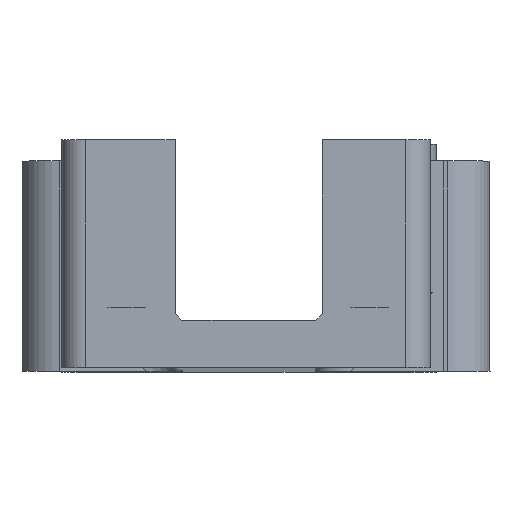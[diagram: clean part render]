
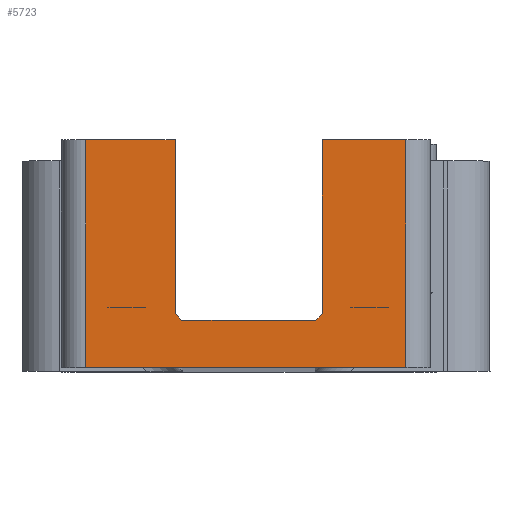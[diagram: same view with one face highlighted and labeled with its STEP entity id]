
A CAD part, top view. The second image highlights one B-rep face of the part: STEP entity #5723.
In plain terms, the highlighted planar face has unit normal (0, 0, 1).
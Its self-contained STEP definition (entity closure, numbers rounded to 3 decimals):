
#103=PLANE('',#6121);
#433=FACE_OUTER_BOUND('',#765,.T.);
#765=EDGE_LOOP('',(#5150,#5151,#5152,#5153,#5154,#5155,#5156,#5157,#5158,
#5159));
#1518=LINE('',#20825,#1851);
#1569=LINE('',#22770,#1902);
#1577=LINE('',#22786,#1910);
#1581=LINE('',#22794,#1914);
#1583=LINE('',#22797,#1916);
#1595=LINE('',#22827,#1928);
#1599=LINE('',#22841,#1932);
#1634=LINE('',#22924,#1967);
#1635=LINE('',#22926,#1968);
#1636=LINE('',#22927,#1969);
#1851=VECTOR('',#6915,10.);
#1902=VECTOR('',#7052,10.);
#1910=VECTOR('',#7062,10.);
#1914=VECTOR('',#7068,10.);
#1916=VECTOR('',#7072,10.);
#1928=VECTOR('',#7104,10.);
#1932=VECTOR('',#7116,10.);
#1967=VECTOR('',#7213,10.);
#1968=VECTOR('',#7216,10.);
#1969=VECTOR('',#7217,10.);
#2466=VERTEX_POINT('',#20822);
#2467=VERTEX_POINT('',#20824);
#2513=VERTEX_POINT('',#22766);
#2515=VERTEX_POINT('',#22769);
#2520=VERTEX_POINT('',#22782);
#2522=VERTEX_POINT('',#22785);
#2524=VERTEX_POINT('',#22791);
#2533=VERTEX_POINT('',#22826);
#2538=VERTEX_POINT('',#22838);
#2539=VERTEX_POINT('',#22840);
#3268=EDGE_CURVE('',#2467,#2466,#1518,.T.);
#3352=EDGE_CURVE('',#2513,#2515,#1569,.T.);
#3360=EDGE_CURVE('',#2522,#2520,#1577,.T.);
#3364=EDGE_CURVE('',#2513,#2524,#1581,.T.);
#3366=EDGE_CURVE('',#2522,#2524,#1583,.T.);
#3381=EDGE_CURVE('',#2515,#2533,#1595,.T.);
#3388=EDGE_CURVE('',#2538,#2539,#1599,.T.);
#3431=EDGE_CURVE('',#2466,#2533,#1634,.T.);
#3432=EDGE_CURVE('',#2520,#2539,#1635,.T.);
#3433=EDGE_CURVE('',#2467,#2538,#1636,.T.);
#5150=ORIENTED_EDGE('',*,*,#3366,.F.);
#5151=ORIENTED_EDGE('',*,*,#3360,.T.);
#5152=ORIENTED_EDGE('',*,*,#3432,.T.);
#5153=ORIENTED_EDGE('',*,*,#3388,.F.);
#5154=ORIENTED_EDGE('',*,*,#3433,.F.);
#5155=ORIENTED_EDGE('',*,*,#3268,.T.);
#5156=ORIENTED_EDGE('',*,*,#3431,.T.);
#5157=ORIENTED_EDGE('',*,*,#3381,.F.);
#5158=ORIENTED_EDGE('',*,*,#3352,.F.);
#5159=ORIENTED_EDGE('',*,*,#3364,.T.);
#5723=ADVANCED_FACE('',(#433),#103,.T.);
#6121=AXIS2_PLACEMENT_3D('',#22925,#7214,#7215);
#6915=DIRECTION('',(1.,0.,0.));
#7052=DIRECTION('',(0.,1.,0.));
#7062=DIRECTION('',(-0.707,0.707,0.));
#7068=DIRECTION('',(-0.707,-0.707,0.));
#7072=DIRECTION('',(1.,0.,0.));
#7104=DIRECTION('',(1.,0.,0.));
#7116=DIRECTION('',(1.,0.,0.));
#7213=DIRECTION('',(0.,1.,0.));
#7214=DIRECTION('center_axis',(0.,0.,
1.));
#7215=DIRECTION('ref_axis',(1.,0.,0.));
#7216=DIRECTION('',(0.,1.,0.));
#7217=DIRECTION('',(0.,1.,0.));
#20822=CARTESIAN_POINT('',(-151.7,290.9,118.5));
#20824=CARTESIAN_POINT('',(-178.208,290.9,118.5));
#20825=CARTESIAN_POINT('',(-159.208,290.9,118.5));
#22766=CARTESIAN_POINT('',(-158.608,295.359,118.5));
#22769=CARTESIAN_POINT('',(-158.608,309.75,118.5));
#22770=CARTESIAN_POINT('',(-158.608,297.4,118.5));
#22782=CARTESIAN_POINT('',(-170.808,295.359,118.5));
#22785=CARTESIAN_POINT('',(-170.25,294.8,118.5));
#22786=CARTESIAN_POINT('',(-169.005,293.555,118.5));
#22791=CARTESIAN_POINT('',(-159.167,294.8,118.5));
#22794=CARTESIAN_POINT('',(-160.738,293.229,118.5));
#22797=CARTESIAN_POINT('',(-161.984,294.8,118.5));
#22826=CARTESIAN_POINT('',(-151.7,309.75,118.5));
#22827=CARTESIAN_POINT('',(-156.381,309.75,118.5));
#22838=CARTESIAN_POINT('',(-178.208,309.75,118.5));
#22840=CARTESIAN_POINT('',(-170.808,309.75,118.5));
#22841=CARTESIAN_POINT('',(-176.858,309.75,118.5));
#22924=CARTESIAN_POINT('',(-151.7,290.9,118.5));
#22925=CARTESIAN_POINT('Origin',(-164.801,294.15,118.5));
#22926=CARTESIAN_POINT('',(-170.808,297.4,118.5));
#22927=CARTESIAN_POINT('',(-178.208,297.4,118.5));
